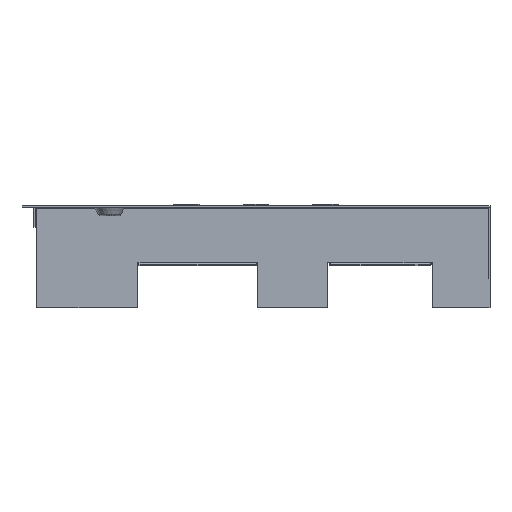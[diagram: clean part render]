
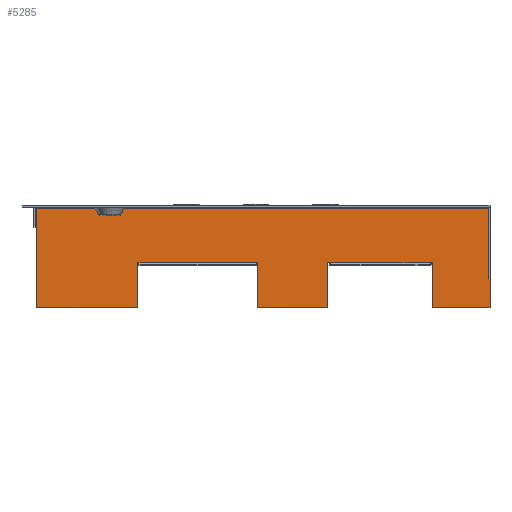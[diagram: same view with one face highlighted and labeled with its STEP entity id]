
A CAD part, front view. The second image highlights one B-rep face of the part: STEP entity #5285.
In plain terms, the highlighted planar face has unit normal (0, -1, 0).
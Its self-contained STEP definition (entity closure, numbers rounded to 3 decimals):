
#1032=DIRECTION('',(-1.,0.,0.));
#1033=VECTOR('',#1032,310.);
#1034=CARTESIAN_POINT('',(160.,101.,-1.));
#1035=LINE('',#1034,#1033);
#1050=DIRECTION('',(-1.,0.,0.));
#1051=VECTOR('',#1050,1.);
#1052=CARTESIAN_POINT('',(-80.,101.,-38.));
#1053=LINE('',#1052,#1051);
#1054=DIRECTION('',(0.,0.,1.));
#1055=VECTOR('',#1054,31.);
#1056=CARTESIAN_POINT('',(-81.,101.,-69.));
#1057=LINE('',#1056,#1055);
#1058=DIRECTION('',(1.,0.,0.));
#1059=VECTOR('',#1058,69.);
#1060=CARTESIAN_POINT('',(-150.,101.,-69.));
#1061=LINE('',#1060,#1059);
#1062=DIRECTION('',(0.,0.,-1.));
#1063=VECTOR('',#1062,68.);
#1064=CARTESIAN_POINT('',(-150.,101.,-1.));
#1065=LINE('',#1064,#1063);
#1066=DIRECTION('',(0.,0.,1.));
#1067=VECTOR('',#1066,68.);
#1068=CARTESIAN_POINT('',(160.,101.,-69.));
#1069=LINE('',#1068,#1067);
#1070=DIRECTION('',(1.,0.,0.));
#1071=VECTOR('',#1070,39.);
#1072=CARTESIAN_POINT('',(121.,101.,-69.));
#1073=LINE('',#1072,#1071);
#1074=DIRECTION('',(0.,0.,1.));
#1075=VECTOR('',#1074,30.5);
#1076=CARTESIAN_POINT('',(121.,101.,-69.));
#1077=LINE('',#1076,#1075);
#1078=CARTESIAN_POINT('',(120.5,101.,-38.5));
#1079=DIRECTION('',(0.,-1.,0.));
#1080=DIRECTION('',(1.,0.,0.));
#1081=AXIS2_PLACEMENT_3D('',#1078,#1079,#1080);
#1083=CARTESIAN_POINT('',(49.5,101.,-38.5));
#1084=DIRECTION('',(0.,1.,0.));
#1085=DIRECTION('',(-1.,0.,0.));
#1086=AXIS2_PLACEMENT_3D('',#1083,#1084,#1085);
#1088=DIRECTION('',(0.,0.,1.));
#1089=VECTOR('',#1088,30.5);
#1090=CARTESIAN_POINT('',(49.,101.,-69.));
#1091=LINE('',#1090,#1089);
#1092=DIRECTION('',(1.,0.,0.));
#1093=VECTOR('',#1092,48.);
#1094=CARTESIAN_POINT('',(1.,101.,-69.));
#1095=LINE('',#1094,#1093);
#1096=DIRECTION('',(0.,0.,1.));
#1097=VECTOR('',#1096,31.);
#1098=CARTESIAN_POINT('',(1.,101.,-69.));
#1099=LINE('',#1098,#1097);
#1100=DIRECTION('',(1.,0.,0.));
#1101=VECTOR('',#1100,1.);
#1102=CARTESIAN_POINT('',(0.,101.,-38.));
#1103=LINE('',#1102,#1101);
#1229=DIRECTION('',(1.,0.,0.));
#1230=VECTOR('',#1229,80.);
#1231=CARTESIAN_POINT('',(-80.,101.,-38.));
#1232=LINE('',#1231,#1230);
#1326=DIRECTION('',(1.,0.,0.));
#1327=VECTOR('',#1326,71.);
#1328=CARTESIAN_POINT('',(49.5,101.,-38.));
#1329=LINE('',#1328,#1327);
#3414=CARTESIAN_POINT('',(160.,101.,-69.));
#3415=CARTESIAN_POINT('',(160.,101.,-1.));
#3416=VERTEX_POINT('',#3414);
#3417=VERTEX_POINT('',#3415);
#3418=CARTESIAN_POINT('',(-150.,101.,-1.));
#3419=CARTESIAN_POINT('',(-150.,101.,-69.));
#3420=VERTEX_POINT('',#3418);
#3421=VERTEX_POINT('',#3419);
#3444=CARTESIAN_POINT('',(121.,101.,-38.5));
#3445=CARTESIAN_POINT('',(120.5,101.,-38.));
#3446=VERTEX_POINT('',#3444);
#3447=VERTEX_POINT('',#3445);
#3448=CARTESIAN_POINT('',(121.,101.,-69.));
#3449=VERTEX_POINT('',#3448);
#3458=CARTESIAN_POINT('',(49.,101.,-38.5));
#3459=CARTESIAN_POINT('',(49.5,101.,-38.));
#3460=VERTEX_POINT('',#3458);
#3461=VERTEX_POINT('',#3459);
#3462=CARTESIAN_POINT('',(49.,101.,-69.));
#3463=VERTEX_POINT('',#3462);
#3504=CARTESIAN_POINT('',(0.,101.,-38.));
#3505=CARTESIAN_POINT('',(1.,101.,-38.));
#3506=VERTEX_POINT('',#3504);
#3507=VERTEX_POINT('',#3505);
#3508=CARTESIAN_POINT('',(1.,101.,-69.));
#3509=VERTEX_POINT('',#3508);
#3516=CARTESIAN_POINT('',(-80.,101.,-38.));
#3517=CARTESIAN_POINT('',(-81.,101.,-38.));
#3518=VERTEX_POINT('',#3516);
#3519=VERTEX_POINT('',#3517);
#3520=CARTESIAN_POINT('',(-81.,101.,-69.));
#3521=VERTEX_POINT('',#3520);
#5251=CARTESIAN_POINT('',(86.344,101.,1.));
#5252=DIRECTION('',(0.,-1.,0.));
#5253=DIRECTION('',(-1.,0.,0.));
#5254=AXIS2_PLACEMENT_3D('',#5251,#5252,#5253);
#5255=PLANE('',#5254);
#5256=ORIENTED_EDGE('',*,*,#5175,.T.);
#5257=ORIENTED_EDGE('',*,*,#5190,.F.);
#5258=ORIENTED_EDGE('',*,*,#5205,.F.);
#5259=ORIENTED_EDGE('',*,*,#5218,.F.);
#5260=ORIENTED_EDGE('',*,*,#5242,.F.);
#5262=ORIENTED_EDGE('',*,*,#5261,.F.);
#5264=ORIENTED_EDGE('',*,*,#5263,.F.);
#5266=ORIENTED_EDGE('',*,*,#5265,.T.);
#5268=ORIENTED_EDGE('',*,*,#5267,.T.);
#5270=ORIENTED_EDGE('',*,*,#5269,.F.);
#5272=ORIENTED_EDGE('',*,*,#5271,.F.);
#5274=ORIENTED_EDGE('',*,*,#5273,.F.);
#5276=ORIENTED_EDGE('',*,*,#5275,.F.);
#5278=ORIENTED_EDGE('',*,*,#5277,.T.);
#5280=ORIENTED_EDGE('',*,*,#5279,.F.);
#5282=ORIENTED_EDGE('',*,*,#5281,.F.);
#5283=EDGE_LOOP('',(#5256,#5257,#5258,#5259,#5260,#5262,#5264,#5266,#5268,#5270,
#5272,#5274,#5276,#5278,#5280,#5282));
#5284=FACE_OUTER_BOUND('',#5283,.F.);
#1082=CIRCLE('',#1081,0.5);
#1087=CIRCLE('',#1086,0.5);
#5175=EDGE_CURVE('',#3518,#3519,#1053,.T.);
#5190=EDGE_CURVE('',#3521,#3519,#1057,.T.);
#5205=EDGE_CURVE('',#3421,#3521,#1061,.T.);
#5218=EDGE_CURVE('',#3420,#3421,#1065,.T.);
#5242=EDGE_CURVE('',#3417,#3420,#1035,.T.);
#5261=EDGE_CURVE('',#3416,#3417,#1069,.T.);
#5263=EDGE_CURVE('',#3449,#3416,#1073,.T.);
#5265=EDGE_CURVE('',#3449,#3446,#1077,.T.);
#5267=EDGE_CURVE('',#3446,#3447,#1082,.T.);
#5269=EDGE_CURVE('',#3461,#3447,#1329,.T.);
#5271=EDGE_CURVE('',#3460,#3461,#1087,.T.);
#5273=EDGE_CURVE('',#3463,#3460,#1091,.T.);
#5275=EDGE_CURVE('',#3509,#3463,#1095,.T.);
#5277=EDGE_CURVE('',#3509,#3507,#1099,.T.);
#5279=EDGE_CURVE('',#3506,#3507,#1103,.T.);
#5281=EDGE_CURVE('',#3518,#3506,#1232,.T.);
#5285=ADVANCED_FACE('',(#5284),#5255,.T.);
